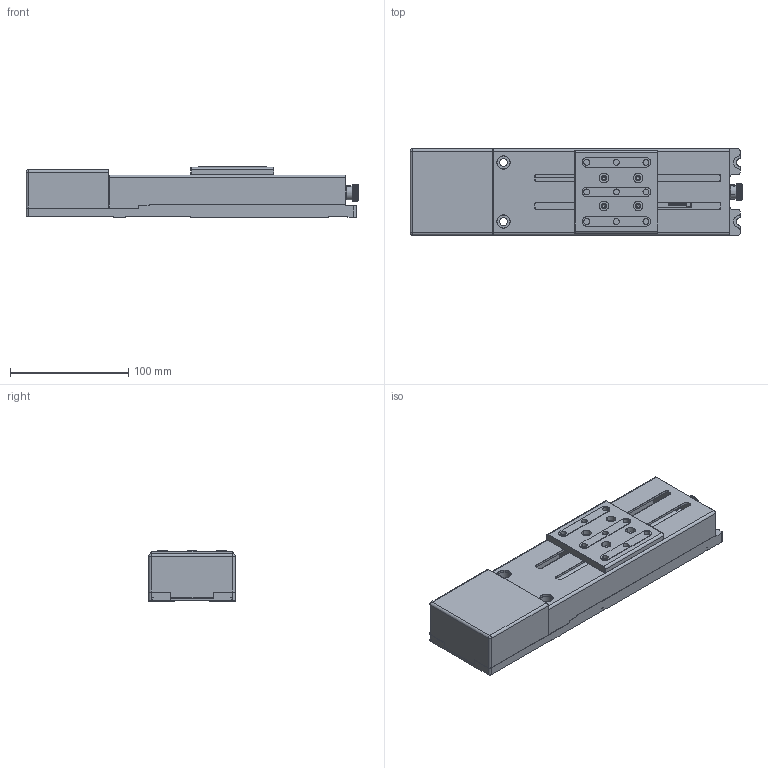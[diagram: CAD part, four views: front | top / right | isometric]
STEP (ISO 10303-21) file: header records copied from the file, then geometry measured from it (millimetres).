
FILE_DESCRIPTION (( 'STEP AP203' ), '1' );
FILE_NAME ('528654.STEP', '2024-09-21T08:05:56', ( '' ), ( '' ), 'SwSTEP 2.0', 'SolidWorks 2020', '' );
FILE_SCHEMA (( 'CONFIG_CONTROL_DESIGN' ));
Length unit declared in the file: millimetre
Products named in the file (1): 528654
Bounding box: 280.5 x 73 x 42.5 mm (x, y, z)
Volume: 481117.3 mm3; surface area: 209120.1 mm2
Topology: 45 solids, 45 shells, 2403 faces, 5922 edges, 3614 vertices
Faces by surface type: plane 1245, cylinder 756, cone 396, torus 4, sphere 2
Entity records: 71403 total; most frequent: CARTESIAN_POINT 14012, DIRECTION 12170, ORIENTED_EDGE 11596, EDGE_CURVE 5798, AXIS2_PLACEMENT_3D 4254, VECTOR 3662, LINE 3662, VERTEX_POINT 3614
